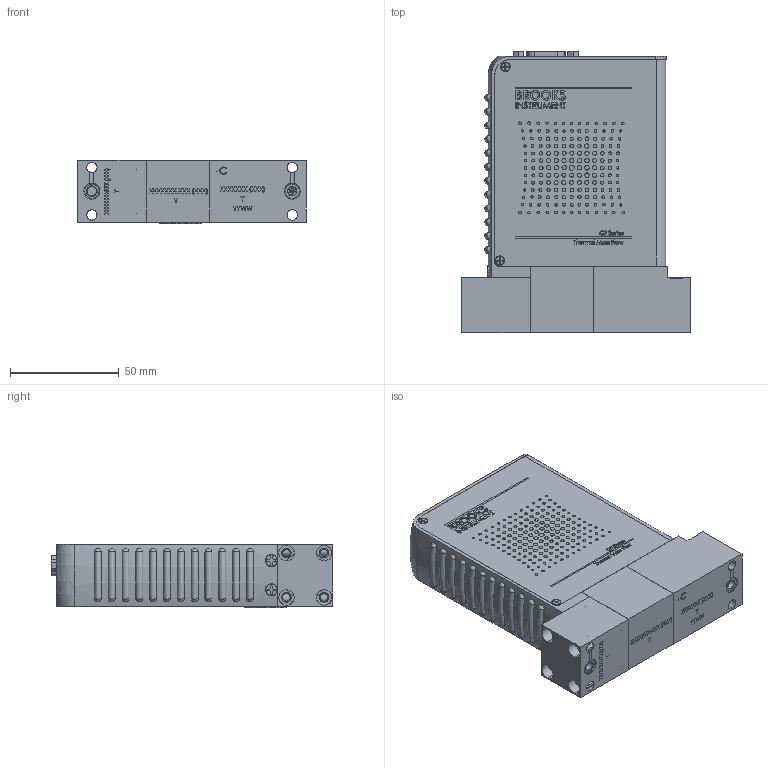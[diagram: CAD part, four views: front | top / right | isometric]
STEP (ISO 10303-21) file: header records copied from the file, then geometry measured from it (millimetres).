
FILE_DESCRIPTION (( 'STEP AP203' ), '1' );
FILE_NAME ('GF125-CX-GX.STEP', '2016-02-12T18:19:44', ( 'mrutkowski' ), ( 'Hewlett-Packard Company' ), 'SwSTEP 2.0', 'SolidWorks 2014', '' );
FILE_SCHEMA (( 'CONFIG_CONTROL_DESIGN' ));
Length unit declared in the file: inch
Products named in the file (1): GF125-CX-GX
Bounding box: 104.95 x 129.4 x 29.17 mm (x, y, z)
Surface area: 67686.7 mm2 (no closed solid volume)
Topology: 0 solids, 262 shells, 998 faces, 6232 edges, 5466 vertices
Faces by surface type: plane 652, cylinder 217, bspline 72, torus 33, cone 22, sphere 2
Entity records: 80559 total; most frequent: CARTESIAN_POINT 35700, DIRECTION 8020, ORIENTED_EDGE 7708, EDGE_CURVE 6228, VERTEX_POINT 5464, LINE 3654, VECTOR 3654, AXIS2_PLACEMENT_3D 2183
